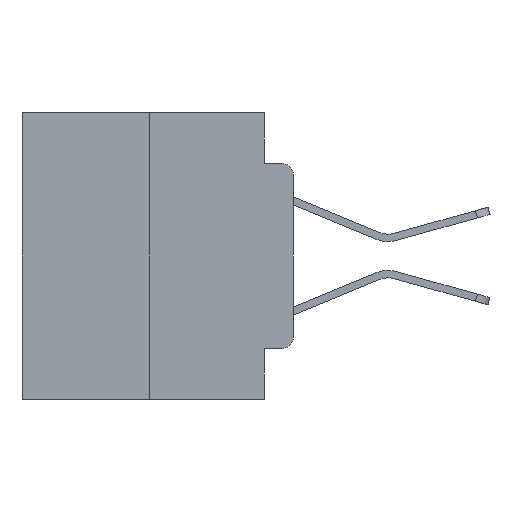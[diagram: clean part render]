
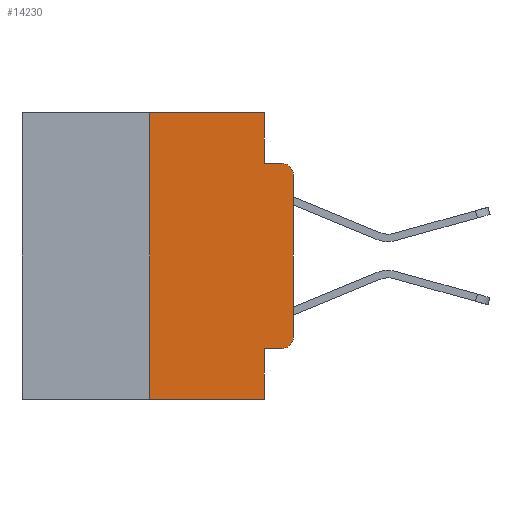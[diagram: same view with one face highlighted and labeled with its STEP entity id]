
A CAD part, left-side view. The second image highlights one B-rep face of the part: STEP entity #14230.
In plain terms, the highlighted planar face has unit normal (-1, 0, 0).
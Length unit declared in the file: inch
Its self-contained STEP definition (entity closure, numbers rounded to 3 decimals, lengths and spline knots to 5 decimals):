
#167 = ORIENTED_EDGE ( 'NONE', *, *, #24730, .T. ) ;
#1128 = DIRECTION ( 'NONE',  ( 0., 0., -1. ) ) ;
#1663 = ORIENTED_EDGE ( 'NONE', *, *, #21746, .T. ) ;
#1981 = CARTESIAN_POINT ( 'NONE',  ( 0., 0.02, -0.3915 ) ) ;
#2493 = EDGE_CURVE ( 'NONE', #2897, #20790, #22643, .T. ) ;
#2617 = VECTOR ( 'NONE', #16065, 39.37008 ) ;
#2637 = PLANE ( 'NONE',  #7496 ) ;
#2721 = DIRECTION ( 'NONE',  ( 1., 0., 0. ) ) ;
#2840 = CARTESIAN_POINT ( 'NONE',  ( 0., 0.02, -0.0885 ) ) ;
#2897 = VERTEX_POINT ( 'NONE', #4444 ) ;
#2933 = CARTESIAN_POINT ( 'NONE',  ( 0., 0.051, 0. ) ) ;
#3008 = CARTESIAN_POINT ( 'NONE',  ( 0., 0.051, 0. ) ) ;
#4116 = DIRECTION ( 'NONE',  ( 0., 0., -1. ) ) ;
#4444 = CARTESIAN_POINT ( 'NONE',  ( 0., 0.051, -0.0885 ) ) ;
#4568 = ORIENTED_EDGE ( 'NONE', *, *, #13651, .T. ) ;
#5067 = DIRECTION ( 'NONE',  ( 0., -1., 0. ) ) ;
#5332 = EDGE_CURVE ( 'NONE', #8921, #19635, #7125, .T. ) ;
#5443 = LINE ( 'NONE', #21217, #9720 ) ;
#7114 = CIRCLE ( 'NONE', #19785, 0.02 ) ;
#7125 = LINE ( 'NONE', #20750, #21935 ) ;
#7212 = EDGE_CURVE ( 'NONE', #19635, #7566, #13470, .T. ) ;
#7496 = AXIS2_PLACEMENT_3D ( 'NONE', #11066, #2721, #17159 ) ;
#7566 = VERTEX_POINT ( 'NONE', #2933 ) ;
#7687 = CARTESIAN_POINT ( 'NONE',  ( 0., 0.051, -0.5 ) ) ;
#8921 = VERTEX_POINT ( 'NONE', #9790 ) ;
#9720 = VECTOR ( 'NONE', #5067, 39.37008 ) ;
#9790 = CARTESIAN_POINT ( 'NONE',  ( 0., 0.25, -0.5 ) ) ;
#10087 = VERTEX_POINT ( 'NONE', #13367 ) ;
#10885 = VERTEX_POINT ( 'NONE', #7687 ) ;
#11066 = CARTESIAN_POINT ( 'NONE',  ( 0., 0.473, 0. ) ) ;
#11778 = CARTESIAN_POINT ( 'NONE',  ( 0., 0., 0. ) ) ;
#11890 = ORIENTED_EDGE ( 'NONE', *, *, #23415, .T. ) ;
#11965 = CARTESIAN_POINT ( 'NONE',  ( 0., 0.473, -0.5 ) ) ;
#12070 = VECTOR ( 'NONE', #21905, 39.37008 ) ;
#12287 = EDGE_CURVE ( 'NONE', #13943, #10885, #13925, .T. ) ;
#12954 = LINE ( 'NONE', #13877, #23468 ) ;
#13367 = CARTESIAN_POINT ( 'NONE',  ( 0., 0., -0.1085 ) ) ;
#13470 = LINE ( 'NONE', #20448, #23363 ) ;
#13630 = DIRECTION ( 'NONE',  ( -1., 0., 0. ) ) ;
#13651 = EDGE_CURVE ( 'NONE', #13943, #24019, #5443, .T. ) ;
#13877 = CARTESIAN_POINT ( 'NONE',  ( 0., 0.051, 0. ) ) ;
#13925 = LINE ( 'NONE', #3008, #15194 ) ;
#13943 = VERTEX_POINT ( 'NONE', #24105 ) ;
#14230 = ADVANCED_FACE ( 'NONE', ( #19067 ), #2637, .F. ) ;
#14560 = AXIS2_PLACEMENT_3D ( 'NONE', #25433, #13630, #1128 ) ;
#15194 = VECTOR ( 'NONE', #17412, 39.37008 ) ;
#16065 = DIRECTION ( 'NONE',  ( 0., -1., 0. ) ) ;
#16463 = DIRECTION ( 'NONE',  ( -1., 0., 0. ) ) ;
#16512 = DIRECTION ( 'NONE',  ( 0., -1., 0. ) ) ;
#16556 = ORIENTED_EDGE ( 'NONE', *, *, #12287, .F. ) ;
#16803 = ORIENTED_EDGE ( 'NONE', *, *, #5332, .F. ) ;
#17117 = VECTOR ( 'NONE', #23684, 39.37008 ) ;
#17159 = DIRECTION ( 'NONE',  ( 0., 0., -1. ) ) ;
#17412 = DIRECTION ( 'NONE',  ( 0., 0., -1. ) ) ;
#17529 = ORIENTED_EDGE ( 'NONE', *, *, #19101, .T. ) ;
#19067 = FACE_OUTER_BOUND ( 'NONE', #21972, .T. ) ;
#19101 = EDGE_CURVE ( 'NONE', #8921, #10885, #24184, .T. ) ;
#19586 = CARTESIAN_POINT ( 'NONE',  ( 0., 0.02, -0.4115 ) ) ;
#19635 = VERTEX_POINT ( 'NONE', #23481 ) ;
#19785 = AXIS2_PLACEMENT_3D ( 'NONE', #1981, #16463, #4116 ) ;
#20448 = CARTESIAN_POINT ( 'NONE',  ( 0., 0.473, 0. ) ) ;
#20750 = CARTESIAN_POINT ( 'NONE',  ( 0., 0.25, 0. ) ) ;
#20790 = VERTEX_POINT ( 'NONE', #2840 ) ;
#21217 = CARTESIAN_POINT ( 'NONE',  ( 0., 0.051, -0.4115 ) ) ;
#21337 = VERTEX_POINT ( 'NONE', #23145 ) ;
#21746 = EDGE_CURVE ( 'NONE', #24019, #21337, #7114, .T. ) ;
#21905 = DIRECTION ( 'NONE',  ( 0., -1., 0. ) ) ;
#21935 = VECTOR ( 'NONE', #24771, 39.37008 ) ;
#21972 = EDGE_LOOP ( 'NONE', ( #167, #11890, #24561, #23895, #24029, #16803, #17529, #16556, #4568, #1663 ) ) ;
#22332 = LINE ( 'NONE', #11778, #17117 ) ;
#22643 = LINE ( 'NONE', #25107, #12070 ) ;
#23145 = CARTESIAN_POINT ( 'NONE',  ( 0., 0., -0.3915 ) ) ;
#23363 = VECTOR ( 'NONE', #16512, 39.37008 ) ;
#23415 = EDGE_CURVE ( 'NONE', #10087, #20790, #25481, .T. ) ;
#23468 = VECTOR ( 'NONE', #25682, 39.37008 ) ;
#23481 = CARTESIAN_POINT ( 'NONE',  ( 0., 0.25, 0. ) ) ;
#23684 = DIRECTION ( 'NONE',  ( 0., 0., 1. ) ) ;
#23895 = ORIENTED_EDGE ( 'NONE', *, *, #26041, .F. ) ;
#24019 = VERTEX_POINT ( 'NONE', #19586 ) ;
#24029 = ORIENTED_EDGE ( 'NONE', *, *, #7212, .F. ) ;
#24105 = CARTESIAN_POINT ( 'NONE',  ( 0., 0.051, -0.4115 ) ) ;
#24184 = LINE ( 'NONE', #11965, #2617 ) ;
#24561 = ORIENTED_EDGE ( 'NONE', *, *, #2493, .F. ) ;
#24730 = EDGE_CURVE ( 'NONE', #21337, #10087, #22332, .T. ) ;
#24771 = DIRECTION ( 'NONE',  ( 0., 0., 1. ) ) ;
#25107 = CARTESIAN_POINT ( 'NONE',  ( 0., 0.051, -0.0885 ) ) ;
#25433 = CARTESIAN_POINT ( 'NONE',  ( 0., 0.02, -0.1085 ) ) ;
#25481 = CIRCLE ( 'NONE', #14560, 0.02 ) ;
#25682 = DIRECTION ( 'NONE',  ( 0., 0., -1. ) ) ;
#26041 = EDGE_CURVE ( 'NONE', #7566, #2897, #12954, .T. ) ;
